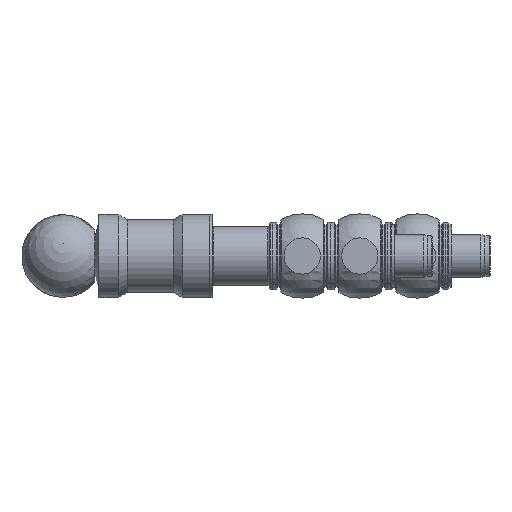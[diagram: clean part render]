
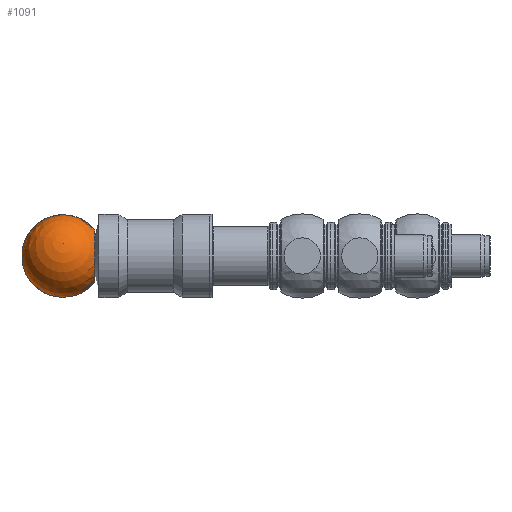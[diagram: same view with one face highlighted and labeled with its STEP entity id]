
A CAD part, left-side view. The second image highlights one B-rep face of the part: STEP entity #1091.
In plain terms, the highlighted spherical face has radius 72.5 mm.
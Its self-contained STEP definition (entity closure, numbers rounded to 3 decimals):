
#333=SPHERICAL_SURFACE('',#1240,72.5);
#468=FACE_BOUND('',#668,.T.);
#668=EDGE_LOOP('',(#998));
#735=CIRCLE('',#1241,46.648);
#801=VERTEX_POINT('',#1981);
#867=EDGE_CURVE('',#801,#801,#735,.T.);
#998=ORIENTED_EDGE('',*,*,#867,.F.);
#1091=ADVANCED_FACE('',(#468),#333,.T.);
#1240=AXIS2_PLACEMENT_3D('',#1980,#1606,#1607);
#1241=AXIS2_PLACEMENT_3D('',#1982,#1608,#1609);
#1606=DIRECTION('center_axis',(0.,0.,1.));
#1607=DIRECTION('ref_axis',(1.,0.,0.));
#1608=DIRECTION('center_axis',(0.,-1.,0.));
#1609=DIRECTION('ref_axis',(1.,0.,0.));
#1980=CARTESIAN_POINT('Origin',(150.,266.5,0.));
#1981=CARTESIAN_POINT('',(196.648,211.,0.));
#1982=CARTESIAN_POINT('Origin',(150.,211.,0.));
